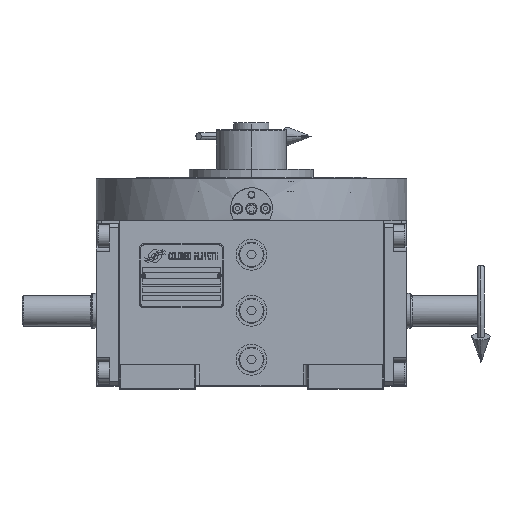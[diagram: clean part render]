
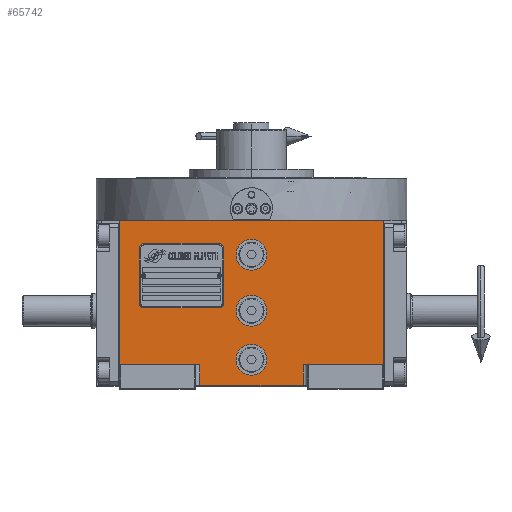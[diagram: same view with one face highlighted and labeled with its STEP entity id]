
A CAD part, top view. The second image highlights one B-rep face of the part: STEP entity #65742.
In plain terms, the highlighted planar face has unit normal (0, 0, 1).
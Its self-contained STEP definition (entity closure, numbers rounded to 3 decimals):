
#949 = DIRECTION ( 'NONE',  ( 0., 0., 1. ) ) ;
#1581 = ORIENTED_EDGE ( 'NONE', *, *, #67703, .T. ) ;
#1791 = CIRCLE ( 'NONE', #24261, 11. ) ;
#3117 = CARTESIAN_POINT ( 'NONE',  ( -94.5, -38.5, 163.5 ) ) ;
#3745 = VERTEX_POINT ( 'NONE', #29475 ) ;
#4714 = CARTESIAN_POINT ( 'NONE',  ( 0., -35., 163.5 ) ) ;
#5170 = CARTESIAN_POINT ( 'NONE',  ( -37., -53.5, 163.5 ) ) ;
#5440 = LINE ( 'NONE', #58555, #58046 ) ;
#5765 = VERTEX_POINT ( 'NONE', #22632 ) ;
#7362 = ORIENTED_EDGE ( 'NONE', *, *, #48001, .F. ) ;
#7378 = DIRECTION ( 'NONE',  ( 0., 0., 1. ) ) ;
#7453 = VECTOR ( 'NONE', #24957, 1000. ) ;
#8063 = CARTESIAN_POINT ( 'NONE',  ( -37., -53.5, 163.5 ) ) ;
#8118 = EDGE_CURVE ( 'NONE', #62354, #12242, #21830, .T. ) ;
#9285 = DIRECTION ( 'NONE',  ( 0., 0., 1. ) ) ;
#9979 = FACE_OUTER_BOUND ( 'NONE', #17860, .T. ) ;
#10321 = FACE_BOUND ( 'NONE', #16044, .T. ) ;
#11401 = EDGE_CURVE ( 'NONE', #32890, #26209, #35820, .T. ) ;
#12242 = VERTEX_POINT ( 'NONE', #32927 ) ;
#12552 = VERTEX_POINT ( 'NONE', #20242 ) ;
#13661 = EDGE_CURVE ( 'NONE', #62354, #25296, #37885, .T. ) ;
#14108 = EDGE_CURVE ( 'NONE', #67020, #3745, #5440, .T. ) ;
#14603 = CARTESIAN_POINT ( 'NONE',  ( -94.5, -53.5, 163.5 ) ) ;
#15143 = CARTESIAN_POINT ( 'NONE',  ( 0., 40., 163.5 ) ) ;
#15525 = VECTOR ( 'NONE', #40155, 1000. ) ;
#16044 = EDGE_LOOP ( 'NONE', ( #43597, #21638 ) ) ;
#16216 = ORIENTED_EDGE ( 'NONE', *, *, #67647, .F. ) ;
#16792 = CARTESIAN_POINT ( 'NONE',  ( -11., 0., 163.5 ) ) ;
#17037 = VERTEX_POINT ( 'NONE', #64186 ) ;
#17860 = EDGE_LOOP ( 'NONE', ( #32176, #62689, #35706, #54905, #45221, #16216, #1581, #68312 ) ) ;
#17999 = EDGE_CURVE ( 'NONE', #26209, #32890, #1791, .T. ) ;
#18977 = AXIS2_PLACEMENT_3D ( 'NONE', #55567, #7378, #28845 ) ;
#20166 = CIRCLE ( 'NONE', #59461, 11. ) ;
#20242 = CARTESIAN_POINT ( 'NONE',  ( -94.5, 64.5, 163.5 ) ) ;
#20533 = EDGE_CURVE ( 'NONE', #12552, #17037, #21319, .T. ) ;
#20603 = EDGE_CURVE ( 'NONE', #3745, #17037, #56348, .T. ) ;
#20901 = DIRECTION ( 'NONE',  ( 1., 0., 0. ) ) ;
#21151 = EDGE_CURVE ( 'NONE', #58955, #47038, #49239, .T. ) ;
#21319 = LINE ( 'NONE', #42744, #43587 ) ;
#21638 = ORIENTED_EDGE ( 'NONE', *, *, #40425, .F. ) ;
#21830 = LINE ( 'NONE', #43265, #25489 ) ;
#22632 = CARTESIAN_POINT ( 'NONE',  ( 11., 40., 163.5 ) ) ;
#24261 = AXIS2_PLACEMENT_3D ( 'NONE', #65643, #39281, #66694 ) ;
#24957 = DIRECTION ( 'NONE',  ( 0., -1., 0. ) ) ;
#25009 = CARTESIAN_POINT ( 'NONE',  ( 94.5, -38.5, 163.5 ) ) ;
#25296 = VERTEX_POINT ( 'NONE', #61277 ) ;
#25489 = VECTOR ( 'NONE', #33060, 1000. ) ;
#26038 = DIRECTION ( 'NONE',  ( 0., 0., 1. ) ) ;
#26209 = VERTEX_POINT ( 'NONE', #57799 ) ;
#26906 = DIRECTION ( 'NONE',  ( 1., 0., 0. ) ) ;
#27693 = VECTOR ( 'NONE', #48904, 1000. ) ;
#28309 = CIRCLE ( 'NONE', #57490, 11. ) ;
#28845 = DIRECTION ( 'NONE',  ( 1., 0., 0. ) ) ;
#29086 = AXIS2_PLACEMENT_3D ( 'NONE', #4714, #48893, #20901 ) ;
#29475 = CARTESIAN_POINT ( 'NONE',  ( 94.5, -38.5, 163.5 ) ) ;
#30043 = CARTESIAN_POINT ( 'NONE',  ( 0., 40., 163.5 ) ) ;
#30682 = DIRECTION ( 'NONE',  ( 0., 1., 0. ) ) ;
#31575 = CIRCLE ( 'NONE', #42811, 11. ) ;
#32176 = ORIENTED_EDGE ( 'NONE', *, *, #8118, .T. ) ;
#32890 = VERTEX_POINT ( 'NONE', #61805 ) ;
#32927 = CARTESIAN_POINT ( 'NONE',  ( 37., -53.5, 163.5 ) ) ;
#33060 = DIRECTION ( 'NONE',  ( 1., 0., 0. ) ) ;
#34851 = CARTESIAN_POINT ( 'NONE',  ( 37., -38.5, 163.5 ) ) ;
#35706 = ORIENTED_EDGE ( 'NONE', *, *, #14108, .T. ) ;
#35820 = CIRCLE ( 'NONE', #29086, 11. ) ;
#36035 = DIRECTION ( 'NONE',  ( -1., 0., 0. ) ) ;
#37885 = LINE ( 'NONE', #5170, #41543 ) ;
#39281 = DIRECTION ( 'NONE',  ( 0., 0., 1. ) ) ;
#40155 = DIRECTION ( 'NONE',  ( 0., 1., 0. ) ) ;
#40425 = EDGE_CURVE ( 'NONE', #47038, #58955, #20166, .T. ) ;
#41543 = VECTOR ( 'NONE', #48068, 1000. ) ;
#41654 = DIRECTION ( 'NONE',  ( 1., 0., 0. ) ) ;
#41987 = FACE_BOUND ( 'NONE', #64682, .T. ) ;
#42253 = LINE ( 'NONE', #68647, #46797 ) ;
#42611 = CARTESIAN_POINT ( 'NONE',  ( -94.5, -38.5, 163.5 ) ) ;
#42744 = CARTESIAN_POINT ( 'NONE',  ( -94.5, 64.5, 163.5 ) ) ;
#42811 = AXIS2_PLACEMENT_3D ( 'NONE', #15143, #26038, #58054 ) ;
#43265 = CARTESIAN_POINT ( 'NONE',  ( -37., -53.5, 163.5 ) ) ;
#43587 = VECTOR ( 'NONE', #64213, 1000. ) ;
#43597 = ORIENTED_EDGE ( 'NONE', *, *, #21151, .F. ) ;
#45221 = ORIENTED_EDGE ( 'NONE', *, *, #20533, .F. ) ;
#45370 = VERTEX_POINT ( 'NONE', #3117 ) ;
#46634 = CARTESIAN_POINT ( 'NONE',  ( -11., 40., 163.5 ) ) ;
#46797 = VECTOR ( 'NONE', #30682, 1000. ) ;
#47038 = VERTEX_POINT ( 'NONE', #16792 ) ;
#47560 = DIRECTION ( 'NONE',  ( 0., 0., 1. ) ) ;
#48001 = EDGE_CURVE ( 'NONE', #5765, #50254, #31575, .T. ) ;
#48059 = DIRECTION ( 'NONE',  ( -1., 0., 0. ) ) ;
#48068 = DIRECTION ( 'NONE',  ( 0., 1., 0. ) ) ;
#48231 = LINE ( 'NONE', #42611, #27693 ) ;
#48893 = DIRECTION ( 'NONE',  ( 0., 0., 1. ) ) ;
#48904 = DIRECTION ( 'NONE',  ( 1., 0., 0. ) ) ;
#49081 = CARTESIAN_POINT ( 'NONE',  ( 0., 0., 163.5 ) ) ;
#49239 = CIRCLE ( 'NONE', #18977, 11. ) ;
#50254 = VERTEX_POINT ( 'NONE', #46634 ) ;
#51860 = CARTESIAN_POINT ( 'NONE',  ( 37., -38.5, 163.5 ) ) ;
#54905 = ORIENTED_EDGE ( 'NONE', *, *, #20603, .T. ) ;
#55081 = ORIENTED_EDGE ( 'NONE', *, *, #11401, .F. ) ;
#55151 = EDGE_CURVE ( 'NONE', #67020, #12242, #68216, .T. ) ;
#55567 = CARTESIAN_POINT ( 'NONE',  ( 0., 0., 163.5 ) ) ;
#56348 = LINE ( 'NONE', #25009, #15525 ) ;
#57490 = AXIS2_PLACEMENT_3D ( 'NONE', #30043, #47560, #36035 ) ;
#57761 = ORIENTED_EDGE ( 'NONE', *, *, #60392, .F. ) ;
#57799 = CARTESIAN_POINT ( 'NONE',  ( -11., -35., 163.5 ) ) ;
#57866 = CARTESIAN_POINT ( 'NONE',  ( 11., 0., 163.5 ) ) ;
#58046 = VECTOR ( 'NONE', #26906, 1000. ) ;
#58054 = DIRECTION ( 'NONE',  ( 1., 0., 0. ) ) ;
#58555 = CARTESIAN_POINT ( 'NONE',  ( 37., -38.5, 163.5 ) ) ;
#58955 = VERTEX_POINT ( 'NONE', #57866 ) ;
#59461 = AXIS2_PLACEMENT_3D ( 'NONE', #49081, #949, #48059 ) ;
#60392 = EDGE_CURVE ( 'NONE', #50254, #5765, #28309, .T. ) ;
#60876 = EDGE_LOOP ( 'NONE', ( #7362, #57761 ) ) ;
#61277 = CARTESIAN_POINT ( 'NONE',  ( -37., -38.5, 163.5 ) ) ;
#61805 = CARTESIAN_POINT ( 'NONE',  ( 11., -35., 163.5 ) ) ;
#62354 = VERTEX_POINT ( 'NONE', #8063 ) ;
#62689 = ORIENTED_EDGE ( 'NONE', *, *, #55151, .F. ) ;
#63450 = PLANE ( 'NONE',  #64545 ) ;
#64186 = CARTESIAN_POINT ( 'NONE',  ( 94.5, 64.5, 163.5 ) ) ;
#64213 = DIRECTION ( 'NONE',  ( 1., 0., 0. ) ) ;
#64545 = AXIS2_PLACEMENT_3D ( 'NONE', #14603, #9285, #41654 ) ;
#64682 = EDGE_LOOP ( 'NONE', ( #55081, #65156 ) ) ;
#65156 = ORIENTED_EDGE ( 'NONE', *, *, #17999, .F. ) ;
#65643 = CARTESIAN_POINT ( 'NONE',  ( 0., -35., 163.5 ) ) ;
#65742 = ADVANCED_FACE ( 'NONE', ( #10321, #41987, #69057, #9979 ), #63450, .T. ) ;
#66694 = DIRECTION ( 'NONE',  ( -1., 0., 0. ) ) ;
#67020 = VERTEX_POINT ( 'NONE', #51860 ) ;
#67647 = EDGE_CURVE ( 'NONE', #45370, #12552, #42253, .T. ) ;
#67703 = EDGE_CURVE ( 'NONE', #45370, #25296, #48231, .T. ) ;
#68216 = LINE ( 'NONE', #34851, #7453 ) ;
#68312 = ORIENTED_EDGE ( 'NONE', *, *, #13661, .F. ) ;
#68647 = CARTESIAN_POINT ( 'NONE',  ( -94.5, -38.5, 163.5 ) ) ;
#69057 = FACE_BOUND ( 'NONE', #60876, .T. ) ;
